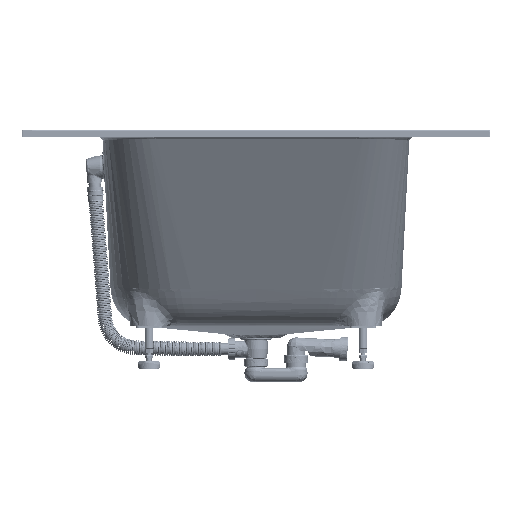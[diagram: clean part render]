
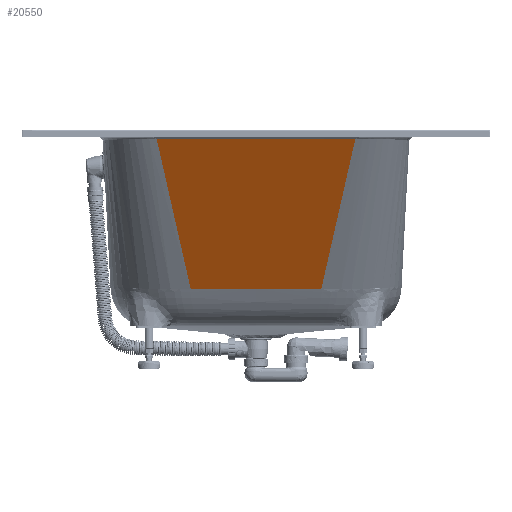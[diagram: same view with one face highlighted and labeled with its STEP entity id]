
A CAD part, left-side view. The second image highlights one B-rep face of the part: STEP entity #20550.
In plain terms, the highlighted planar face has unit normal (-0.866, 0, -0.5).
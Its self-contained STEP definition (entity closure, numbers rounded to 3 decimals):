
#10025=(
BOUNDED_CURVE()
B_SPLINE_CURVE(1,(#521944,#521945),.UNSPECIFIED.,.F.,.F.)
B_SPLINE_CURVE_WITH_KNOTS((2,2),(0.,1.),.UNSPECIFIED.)
CURVE()
GEOMETRIC_REPRESENTATION_ITEM()
RATIONAL_B_SPLINE_CURVE((1.,1.))
REPRESENTATION_ITEM('')
);
#12260=PLANE('',#74267);
#20550=ADVANCED_FACE('',(#24355),#12260,.T.);
#24355=FACE_OUTER_BOUND('',#28363,.T.);
#28363=EDGE_LOOP('',(#43285,#43286,#43287,#43288,#43289));
#43285=ORIENTED_EDGE('',*,*,#54897,.F.);
#43286=ORIENTED_EDGE('',*,*,#54812,.F.);
#43287=ORIENTED_EDGE('',*,*,#54898,.T.);
#43288=ORIENTED_EDGE('',*,*,#54868,.T.);
#43289=ORIENTED_EDGE('',*,*,#54853,.F.);
#54812=EDGE_CURVE('',#69054,#69055,#10025,.T.);
#54853=EDGE_CURVE('',#69089,#69077,#62583,.T.);
#54868=EDGE_CURVE('',#69064,#69077,#62598,.T.);
#54897=EDGE_CURVE('',#69055,#69089,#62627,.T.);
#54898=EDGE_CURVE('',#69054,#69064,#62628,.T.);
#62583=B_SPLINE_CURVE_WITH_KNOTS('',3,(#523504,#523505,#523506,#523507,
#523508,#523509,#523510,#523511,#523512,#523513),.UNSPECIFIED.,.F.,.F.,
(4,2,2,2,4),(7.,7.034,7.08,7.264,
8.),.UNSPECIFIED.);
#62598=B_SPLINE_CURVE_WITH_KNOTS('',3,(#523864,#523865,#523866,#523867,
#523868,#523869,#523870,#523871,#523872,#523873),.UNSPECIFIED.,.F.,.F.,
(4,2,2,2,4),(6.,6.125,6.25,6.5,7.),.UNSPECIFIED.);
#62627=B_SPLINE_CURVE_WITH_KNOTS('',1,(#524403,#524404),.UNSPECIFIED.,.F.,
 .F.,(2,2),(4.,5.),.UNSPECIFIED.);
#62628=B_SPLINE_CURVE_WITH_KNOTS('',1,(#524405,#524406),.UNSPECIFIED.,.F.,
 .F.,(2,2),(-3.,-2.),.UNSPECIFIED.);
#69054=VERTEX_POINT('',#521521);
#69055=VERTEX_POINT('',#521522);
#69064=VERTEX_POINT('',#521531);
#69077=VERTEX_POINT('',#521544);
#69089=VERTEX_POINT('',#521556);
#74267=AXIS2_PLACEMENT_3D('',#507765,#74892,$);
#74892=DIRECTION('',(-0.866,0.,-0.5));
#507765=CARTESIAN_POINT('',(-870.28,-208.21,495.747));
#521521=CARTESIAN_POINT('',(-826.547,222.73,420.));
#521522=CARTESIAN_POINT('',(-826.547,-222.73,420.));
#521531=CARTESIAN_POINT('',(-633.135,146.693,85.));
#521544=CARTESIAN_POINT('',(-633.135,0.,85.));
#521556=CARTESIAN_POINT('',(-633.135,-146.693,85.));
#521944=CARTESIAN_POINT('',(-826.547,222.73,420.));
#521945=CARTESIAN_POINT('',(-826.547,-222.73,420.));
#523504=CARTESIAN_POINT('',(-633.135,-146.693,85.));
#523505=CARTESIAN_POINT('',(-633.136,-145.031,85.001));
#523506=CARTESIAN_POINT('',(-633.135,-143.374,85.001));
#523507=CARTESIAN_POINT('',(-633.134,-139.475,85.));
#523508=CARTESIAN_POINT('',(-633.134,-137.226,85.));
#523509=CARTESIAN_POINT('',(-633.134,-125.977,85.));
#523510=CARTESIAN_POINT('',(-633.134,-116.979,85.));
#523511=CARTESIAN_POINT('',(-633.134,-71.987,85.));
#523512=CARTESIAN_POINT('',(-633.134,-35.994,85.));
#523513=CARTESIAN_POINT('',(-633.135,0.,85.));
#523864=CARTESIAN_POINT('',(-633.135,146.693,85.));
#523865=CARTESIAN_POINT('',(-633.138,140.554,85.003));
#523866=CARTESIAN_POINT('',(-633.134,134.465,85.));
#523867=CARTESIAN_POINT('',(-633.134,122.241,85.));
#523868=CARTESIAN_POINT('',(-633.134,116.129,85.));
#523869=CARTESIAN_POINT('',(-633.134,97.793,85.));
#523870=CARTESIAN_POINT('',(-633.134,85.569,85.));
#523871=CARTESIAN_POINT('',(-633.134,48.897,85.));
#523872=CARTESIAN_POINT('',(-633.135,24.448,85.));
#523873=CARTESIAN_POINT('',(-633.135,0.,85.));
#524403=CARTESIAN_POINT('',(-826.547,-222.73,420.));
#524404=CARTESIAN_POINT('',(-633.135,-146.693,85.));
#524405=CARTESIAN_POINT('',(-826.547,222.73,420.));
#524406=CARTESIAN_POINT('',(-633.135,146.693,85.));
